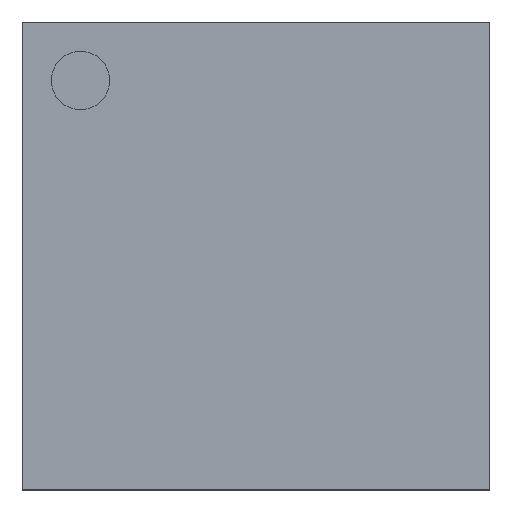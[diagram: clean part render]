
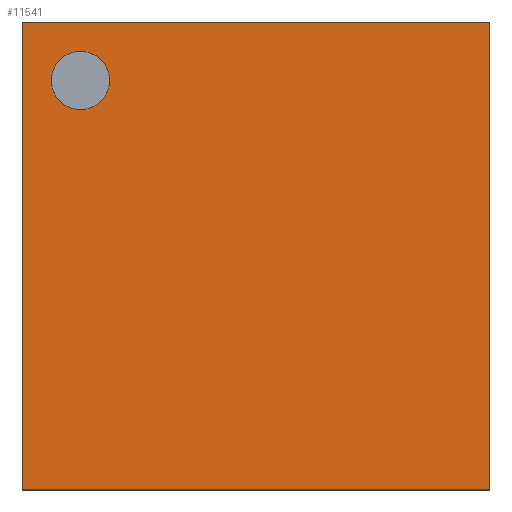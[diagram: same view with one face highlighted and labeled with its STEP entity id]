
A CAD part, top view. The second image highlights one B-rep face of the part: STEP entity #11541.
In plain terms, the highlighted planar face has unit normal (0, 0, 1).
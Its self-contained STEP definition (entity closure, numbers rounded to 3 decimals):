
#11474=EDGE_CURVE('',#11475,#11477,#11479,.T.);
#11475=VERTEX_POINT('',#11476);
#11476=CARTESIAN_POINT('',(-6.5,-6.5,1.1));
#11477=VERTEX_POINT('',#11478);
#11478=CARTESIAN_POINT('',(-6.5,6.5,1.1));
#11479=LINE('',#11480,#11481);
#11480=CARTESIAN_POINT('',(-6.5,-6.5,1.1));
#11481=VECTOR('',#11482,1.0);
#11482=DIRECTION('',(0.0,1.0,0.0));
#11517=VERTEX_POINT('',#11518);
#11518=CARTESIAN_POINT('',(6.5,-6.5,1.1));
#11524=EDGE_CURVE('',#11517,#11475,#11525,.F.);
#11525=LINE('',#11526,#11527);
#11526=CARTESIAN_POINT('',(-6.5,-6.5,1.1));
#11527=VECTOR('',#11528,1.0);
#11528=DIRECTION('',(1.0,0.0,0.0));
#11541=ADVANCED_FACE('',(#11542,#11560),#11571,.T.);
#11542=FACE_BOUND('',#11543,.T.);
#11543=EDGE_LOOP('',(#11544,#11545,#11546,#11554));
#11544=ORIENTED_EDGE('',*,*,#11474,.F.);
#11545=ORIENTED_EDGE('',*,*,#11524,.F.);
#11546=ORIENTED_EDGE('',*,*,#11547,.T.);
#11547=EDGE_CURVE('',#11517,#11548,#11550,.T.);
#11548=VERTEX_POINT('',#11549);
#11549=CARTESIAN_POINT('',(6.5,6.5,1.1));
#11550=LINE('',#11551,#11552);
#11551=CARTESIAN_POINT('',(6.5,-6.5,1.1));
#11552=VECTOR('',#11553,1.0);
#11553=DIRECTION('',(0.0,1.0,0.0));
#11554=ORIENTED_EDGE('',*,*,#11555,.T.);
#11555=EDGE_CURVE('',#11548,#11477,#11556,.F.);
#11556=LINE('',#11557,#11558);
#11557=CARTESIAN_POINT('',(-6.5,6.5,1.1));
#11558=VECTOR('',#11559,1.0);
#11559=DIRECTION('',(1.0,0.0,0.0));
#11560=FACE_BOUND('',#11561,.T.);
#11561=EDGE_LOOP('',(#11562));
#11562=ORIENTED_EDGE('',*,*,#11563,.T.);
#11563=EDGE_CURVE('',#11564,#11564,#11566,.F.);
#11564=VERTEX_POINT('',#11565);
#11565=CARTESIAN_POINT('',(-4.063,4.875,1.1));
#11566=CIRCLE('',#11567,0.813);
#11567=AXIS2_PLACEMENT_3D('',#11568,#11569,#11570);
#11568=CARTESIAN_POINT('',(-4.875,4.875,1.1));
#11569=DIRECTION('',(0.0,0.0,1.0));
#11570=DIRECTION('',(1.0,0.0,0.0));
#11571=PLANE('',#11572);
#11572=AXIS2_PLACEMENT_3D('',#11573,#11574,#11575);
#11573=CARTESIAN_POINT('',(-6.5,-6.5,1.1));
#11574=DIRECTION('',(0.0,0.0,1.0));
#11575=DIRECTION('',(1.0,0.0,0.0));
